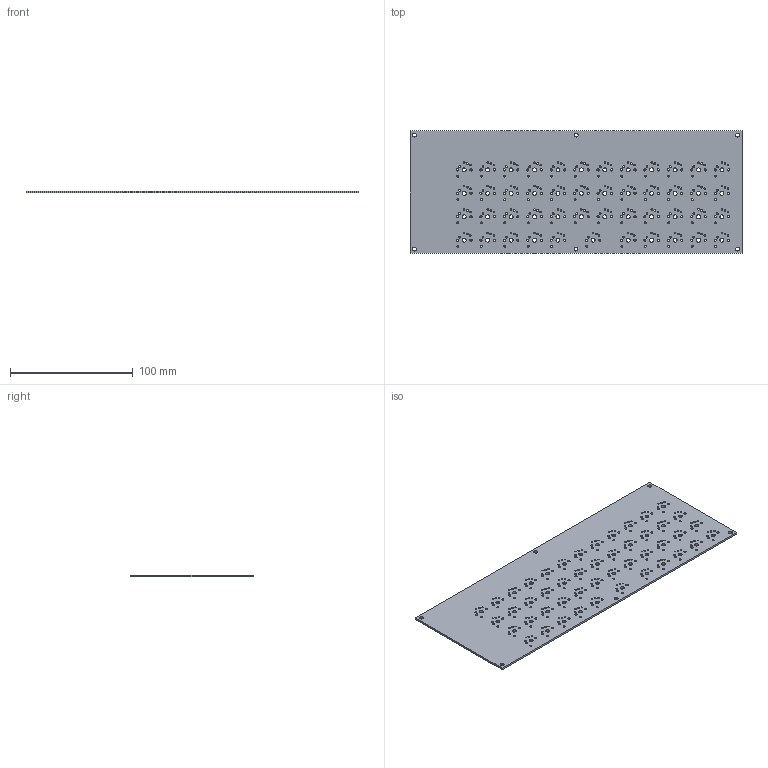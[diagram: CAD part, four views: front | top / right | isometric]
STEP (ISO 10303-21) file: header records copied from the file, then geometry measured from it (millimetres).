
FILE_DESCRIPTION (( 'STEP AP203' ), '1' );
FILE_NAME ('COMPOUND_2.STEP', '2021-11-04T01:42:18', ( '' ), ( '' ), 'SwSTEP 2.0', 'SolidWorks 2020', '' );
FILE_SCHEMA (( 'CONFIG_CONTROL_DESIGN' ));
Length unit declared in the file: inch
Products named in the file (1): COMPOUND_2
Bounding box: 270 x 100 x 1.6 mm (x, y, z)
Volume: 41548.7 mm3; surface area: 56475.9 mm2
Topology: 1 solids, 1 shells, 770 faces, 2304 edges, 1536 vertices
Faces by surface type: cylinder 764, plane 6
Entity records: 28503 total; most frequent: DIRECTION 5374, CARTESIAN_POINT 4611, ORIENTED_EDGE 4608, EDGE_CURVE 2304, AXIS2_PLACEMENT_3D 2299, VERTEX_POINT 1536, EDGE_LOOP 1534, CIRCLE 1528
